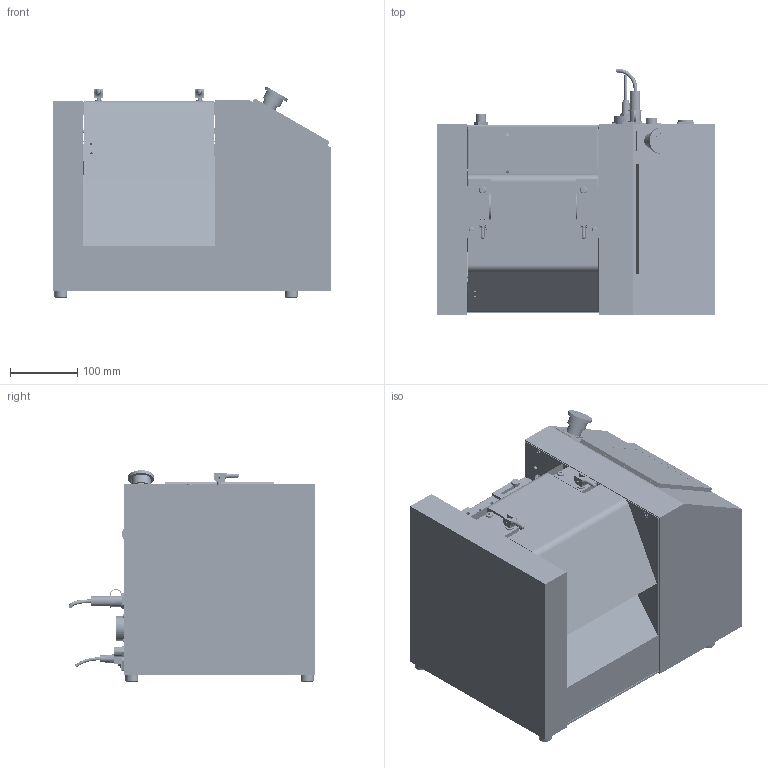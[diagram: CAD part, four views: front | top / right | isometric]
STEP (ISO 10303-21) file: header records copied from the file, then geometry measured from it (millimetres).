
FILE_DESCRIPTION(/* description */ (''),/* implementation_level */ '2;1');
FILE_NAME(/* name */ 'SM4.stp',/* time_stamp */ '2018-01-18T07:39:44-05:00',/* author */ ('ppanana'),/* organization */ (''),/* preprocessor_version */ 'ST-DEVELOPER v16.1',/* originating_system */ 'Autodesk Inventor 2016',/* authorisation */ '');
FILE_SCHEMA (('CONFIG_CONTROL_DESIGN'));
Products named in the file (1): SM4 SOLID MODEL
Bounding box: 412.57 x 365.83 x 314.25 mm (x, y, z)
Surface area: 2630124.2 mm2 (no closed solid volume)
Topology: 0 solids, 283 shells, 5493 faces, 13071 edges, 8476 vertices
Faces by surface type: plane 3722, cylinder 1389, cone 270, bspline 72, torus 25, sphere 15
Full cylindrical faces by diameter (mm): 0.5 x4, 0.6 x1, 1 x10, 1.022 x5, 1.5 x1, 1.6 x1, 1.8 x2, 2 x61, 2.1 x1, 2.459 x53, 2.5 x4, 2.642 x4, 2.644 x5, 2.8 x2, 2.879 x20, 3 x41, 3.242 x26, 3.3 x6, 3.4 x2, 3.5 x26, 3.556 x8, 4 x61, 4.134 x12, 4.2 x4, 4.343 x2, 4.413 x1, 4.5 x52, 4.534 x1, 4.7 x8, 4.826 x4
Entity records: 167193 total; most frequent: CARTESIAN_POINT 38240, DIRECTION 25166, ORIENTED_EDGE 22894, EDGE_CURVE 11447, AXIS2_PLACEMENT_3D 8483, LINE 8200, VECTOR 8200, VERTEX_POINT 8095
